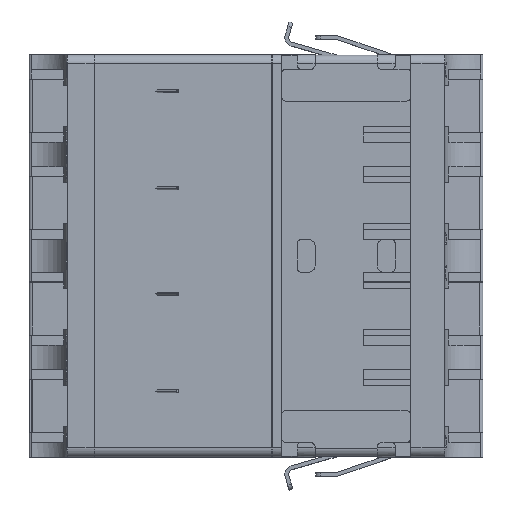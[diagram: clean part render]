
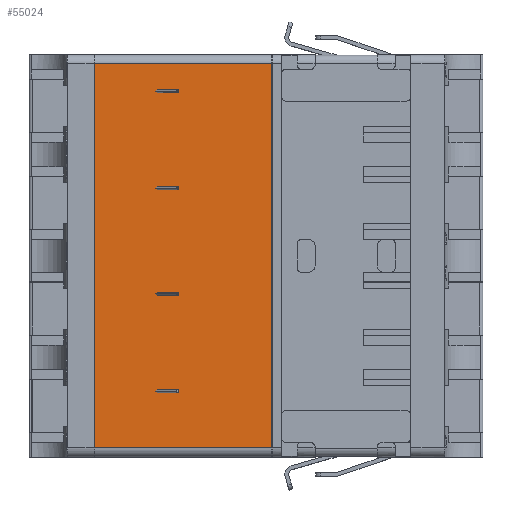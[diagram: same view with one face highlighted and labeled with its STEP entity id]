
A CAD part, top view. The second image highlights one B-rep face of the part: STEP entity #55024.
In plain terms, the highlighted face is planar.
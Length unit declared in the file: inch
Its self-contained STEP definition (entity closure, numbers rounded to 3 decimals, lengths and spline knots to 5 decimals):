
#70 = DIRECTION ( 'NONE',  ( 0., 1., 0. ) ) ;
#3316 = CARTESIAN_POINT ( 'NONE',  ( 0.20079, 0.22933, 0.00591 ) ) ;
#5117 = CARTESIAN_POINT ( 'NONE',  ( 0.20079, -0.25689, 0.00591 ) ) ;
#5249 = PLANE ( 'NONE',  #59860 ) ;
#5852 = LINE ( 'NONE', #50228, #27967 ) ;
#6123 = EDGE_CURVE ( 'NONE', #57069, #61914, #37045, .T. ) ;
#7267 = LINE ( 'NONE', #37520, #7335 ) ;
#7335 = VECTOR ( 'NONE', #12102, 39.37008 ) ;
#9338 = CARTESIAN_POINT ( 'NONE',  ( -0.24803, -0.74311, 0.00591 ) ) ;
#11027 = CARTESIAN_POINT ( 'NONE',  ( 0.20079, -0.74311, 0.00591 ) ) ;
#12102 = DIRECTION ( 'NONE',  ( -1., 0., 0. ) ) ;
#13237 = CARTESIAN_POINT ( 'NONE',  ( -0.02362, 0.22933, 0.00591 ) ) ;
#16216 = EDGE_CURVE ( 'NONE', #61914, #59123, #63656, .T. ) ;
#20209 = CARTESIAN_POINT ( 'NONE',  ( 0.20079, -0.74311, 0.00591 ) ) ;
#20228 = DIRECTION ( 'NONE',  ( 0., -1., 0. ) ) ;
#24388 = ORIENTED_EDGE ( 'NONE', *, *, #16216, .T. ) ;
#27967 = VECTOR ( 'NONE', #70, 39.37008 ) ;
#27987 = EDGE_CURVE ( 'NONE', #39934, #57069, #5852, .T. ) ;
#30653 = DIRECTION ( 'NONE',  ( -1., 0., 0. ) ) ;
#31047 = EDGE_LOOP ( 'NONE', ( #24388, #46279, #55051, #51290 ) ) ;
#35480 = DIRECTION ( 'NONE',  ( 0., 0., -1. ) ) ;
#37045 = LINE ( 'NONE', #13237, #40459 ) ;
#37520 = CARTESIAN_POINT ( 'NONE',  ( -0.02362, -0.74311, 0.00591 ) ) ;
#39079 = EDGE_CURVE ( 'NONE', #59123, #39934, #7267, .T. ) ;
#39934 = VERTEX_POINT ( 'NONE', #9338 ) ;
#40459 = VECTOR ( 'NONE', #52158, 39.37008 ) ;
#45429 = FACE_OUTER_BOUND ( 'NONE', #31047, .T. ) ;
#46279 = ORIENTED_EDGE ( 'NONE', *, *, #39079, .T. ) ;
#47852 = VECTOR ( 'NONE', #20228, 39.37008 ) ;
#49260 = CARTESIAN_POINT ( 'NONE',  ( -0.24803, 0.22933, 0.00591 ) ) ;
#50228 = CARTESIAN_POINT ( 'NONE',  ( -0.24803, -0.25689, 0.00591 ) ) ;
#51290 = ORIENTED_EDGE ( 'NONE', *, *, #6123, .T. ) ;
#52158 = DIRECTION ( 'NONE',  ( 1., 0., 0. ) ) ;
#55024 = ADVANCED_FACE ( 'NONE', ( #45429 ), #5249, .T. ) ;
#55051 = ORIENTED_EDGE ( 'NONE', *, *, #27987, .T. ) ;
#57069 = VERTEX_POINT ( 'NONE', #49260 ) ;
#59123 = VERTEX_POINT ( 'NONE', #20209 ) ;
#59860 = AXIS2_PLACEMENT_3D ( 'NONE', #11027, #35480, #30653 ) ;
#61914 = VERTEX_POINT ( 'NONE', #3316 ) ;
#63656 = LINE ( 'NONE', #5117, #47852 ) ;
